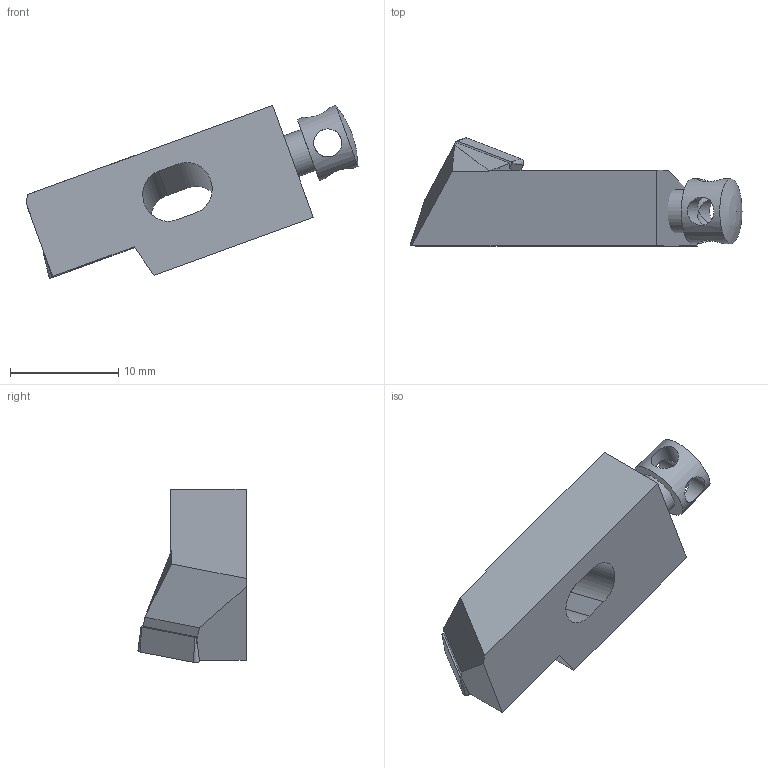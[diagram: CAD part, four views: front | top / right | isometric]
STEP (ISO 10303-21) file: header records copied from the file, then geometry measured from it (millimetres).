
FILE_DESCRIPTION(/* description */ (''),/* implementation_level */ '2;1');
FILE_NAME(/* name */ 'SCWCR08CA-06.stp',/* time_stamp */ '2012-10-11T11:58:48+05:00',/* author */ (''),/* organization */ (''),/* preprocessor_version */ 'ST-DEVELOPER v11',/* originating_system */ 'SIEMENS PLM Software NX 7.5',/* authorisation */ '');
FILE_SCHEMA (('AUTOMOTIVE_DESIGN { 1 0 10303 214 1 1 1 1 }'));
Length unit declared in the file: millimetre
Products named in the file (1): inpuADBEpjpi
Bounding box: 30.68 x 10 x 16 mm (x, y, z)
Volume: 1509.7 mm3; surface area: 1337.8 mm2
Topology: 3 solids, 3 shells, 43 faces, 111 edges, 71 vertices
Faces by surface type: plane 29, cylinder 8, cone 5, sphere 1
Full cylindrical faces by diameter (mm): 2.6 x4, 4 x1, 6 x1
Entity records: 1527 total; most frequent: CARTESIAN_POINT 454, DIRECTION 207, ORIENTED_EDGE 200, EDGE_CURVE 100, LINE 75, VECTOR 75, VERTEX_POINT 69, AXIS2_PLACEMENT_3D 66
